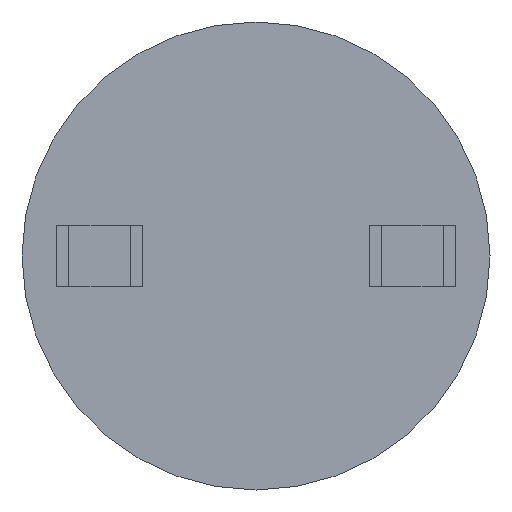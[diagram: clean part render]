
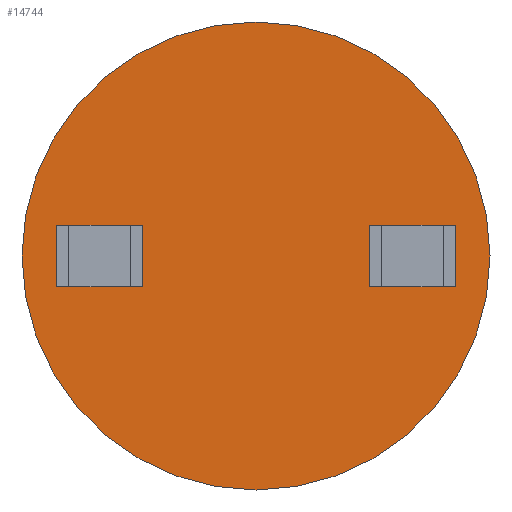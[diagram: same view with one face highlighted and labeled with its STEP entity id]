
A CAD part, front view. The second image highlights one B-rep face of the part: STEP entity #14744.
In plain terms, the highlighted planar face has unit normal (0, -1, 0).
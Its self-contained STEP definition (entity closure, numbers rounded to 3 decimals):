
#39 = DIRECTION ( 'NONE',  ( -1., 0., 0. ) ) ;
#40 = VECTOR ( 'NONE', #39, 1000. ) ;
#41 = CARTESIAN_POINT ( 'NONE',  ( 0.006, 0., -0.25 ) ) ;
#42 = LINE ( 'NONE', #41, #40 ) ;
#44 = CARTESIAN_POINT ( 'NONE',  ( -1.02, 0., -0.25 ) ) ;
#45 = DIRECTION ( 'NONE',  ( 0., 0., -1. ) ) ;
#46 = VECTOR ( 'NONE', #45, 1000. ) ;
#47 = CARTESIAN_POINT ( 'NONE',  ( -1.02, 0., 0.25 ) ) ;
#48 = LINE ( 'NONE', #47, #46 ) ;
#49 = CARTESIAN_POINT ( 'NONE',  ( -1.02, 0., 0.25 ) ) ;
#50 = DIRECTION ( 'NONE',  ( -1., 0., 0. ) ) ;
#51 = VECTOR ( 'NONE', #50, 1000. ) ;
#52 = CARTESIAN_POINT ( 'NONE',  ( 0.006, 0., 0.25 ) ) ;
#53 = LINE ( 'NONE', #52, #51 ) ;
#54 = CARTESIAN_POINT ( 'NONE',  ( -1.52, 0., -0.25 ) ) ;
#59 = CARTESIAN_POINT ( 'NONE',  ( -1.52, 0., 0.25 ) ) ;
#75 = FACE_OUTER_BOUND ( 'NONE', #14739, .T. ) ;
#76 = FACE_BOUND ( 'NONE', #14755, .T. ) ;
#81 = FACE_BOUND ( 'NONE', #14745, .T. ) ;
#89 = DIRECTION ( 'NONE',  ( 0., 0., -1. ) ) ;
#90 = VECTOR ( 'NONE', #89, 1000. ) ;
#91 = CARTESIAN_POINT ( 'NONE',  ( -1.52, 0., 0.25 ) ) ;
#92 = LINE ( 'NONE', #91, #90 ) ;
#93 = DIRECTION ( 'NONE',  ( -1., 0., 0. ) ) ;
#94 = VECTOR ( 'NONE', #93, 1000. ) ;
#95 = CARTESIAN_POINT ( 'NONE',  ( 0.006, 0., -0.25 ) ) ;
#96 = LINE ( 'NONE', #95, #94 ) ;
#97 = CARTESIAN_POINT ( 'NONE',  ( 1.52, 0., -0.25 ) ) ;
#98 = DIRECTION ( 'NONE',  ( 0., 0., -1. ) ) ;
#99 = VECTOR ( 'NONE', #98, 1000. ) ;
#100 = CARTESIAN_POINT ( 'NONE',  ( 1.52, 0., 0.25 ) ) ;
#101 = LINE ( 'NONE', #100, #99 ) ;
#102 = CARTESIAN_POINT ( 'NONE',  ( 1.02, 0., -0.25 ) ) ;
#103 = DIRECTION ( 'NONE',  ( 0., 0., -1. ) ) ;
#104 = VECTOR ( 'NONE', #103, 1000. ) ;
#105 = CARTESIAN_POINT ( 'NONE',  ( 1.02, 0., 0.25 ) ) ;
#106 = DIRECTION ( 'NONE',  ( 0., 0., 1. ) ) ;
#107 = DIRECTION ( 'NONE',  ( 0., 1., 0. ) ) ;
#108 = CARTESIAN_POINT ( 'NONE',  ( -4.321, 0., 0. ) ) ;
#109 = AXIS2_PLACEMENT_3D ( 'NONE', #108, #107, #106 ) ;
#110 = LINE ( 'NONE', #105, #104 ) ;
#111 = PLANE ( 'NONE',  #109 ) ;
#1307 = VERTEX_POINT ( 'NONE', #17690 ) ;
#13674 = VERTEX_POINT ( 'NONE', #18298 ) ;
#13681 = EDGE_CURVE ( 'NONE', #13674, #1307, #18283, .T. ) ;
#14352 = VERTEX_POINT ( 'NONE', #18823 ) ;
#14366 = VERTEX_POINT ( 'NONE', #18814 ) ;
#14407 = EDGE_CURVE ( 'NONE', #14366, #14352, #19014, .T. ) ;
#14689 = EDGE_CURVE ( 'NONE', #14352, #14366, #20054, .T. ) ;
#14729 = VERTEX_POINT ( 'NONE', #59 ) ;
#14730 = VERTEX_POINT ( 'NONE', #54 ) ;
#14731 = ORIENTED_EDGE ( 'NONE', *, *, #14732, .F. ) ;
#14732 = EDGE_CURVE ( 'NONE', #14733, #14729, #53, .T. ) ;
#14733 = VERTEX_POINT ( 'NONE', #49 ) ;
#14734 = ORIENTED_EDGE ( 'NONE', *, *, #14735, .T. ) ;
#14735 = EDGE_CURVE ( 'NONE', #14733, #14736, #48, .T. ) ;
#14736 = VERTEX_POINT ( 'NONE', #44 ) ;
#14737 = ORIENTED_EDGE ( 'NONE', *, *, #14738, .T. ) ;
#14738 = EDGE_CURVE ( 'NONE', #14736, #14730, #42, .T. ) ;
#14739 = EDGE_LOOP ( 'NONE', ( #14740, #14741 ) ) ;
#14740 = ORIENTED_EDGE ( 'NONE', *, *, #14689, .F. ) ;
#14741 = ORIENTED_EDGE ( 'NONE', *, *, #14407, .F. ) ;
#14744 = ADVANCED_FACE ( 'NONE', ( #81, #76, #75 ), #111, .F. ) ;
#14745 = EDGE_LOOP ( 'NONE', ( #14746, #14749, #14750, #14753 ) ) ;
#14746 = ORIENTED_EDGE ( 'NONE', *, *, #14747, .F. ) ;
#14747 = EDGE_CURVE ( 'NONE', #1307, #14748, #110, .T. ) ;
#14748 = VERTEX_POINT ( 'NONE', #102 ) ;
#14749 = ORIENTED_EDGE ( 'NONE', *, *, #13681, .F. ) ;
#14750 = ORIENTED_EDGE ( 'NONE', *, *, #14751, .T. ) ;
#14751 = EDGE_CURVE ( 'NONE', #13674, #14752, #101, .T. ) ;
#14752 = VERTEX_POINT ( 'NONE', #97 ) ;
#14753 = ORIENTED_EDGE ( 'NONE', *, *, #14754, .T. ) ;
#14754 = EDGE_CURVE ( 'NONE', #14752, #14748, #96, .T. ) ;
#14755 = EDGE_LOOP ( 'NONE', ( #14756, #14731, #14734, #14737 ) ) ;
#14756 = ORIENTED_EDGE ( 'NONE', *, *, #14757, .F. ) ;
#14757 = EDGE_CURVE ( 'NONE', #14729, #14730, #92, .T. ) ;
#17690 = CARTESIAN_POINT ( 'NONE',  ( 1.02, 0., 0.25 ) ) ;
#18280 = DIRECTION ( 'NONE',  ( -1., 0., 0. ) ) ;
#18281 = VECTOR ( 'NONE', #18280, 1000. ) ;
#18282 = CARTESIAN_POINT ( 'NONE',  ( 0.006, 0., 0.25 ) ) ;
#18283 = LINE ( 'NONE', #18282, #18281 ) ;
#18298 = CARTESIAN_POINT ( 'NONE',  ( 1.52, 0., 0.25 ) ) ;
#18814 = CARTESIAN_POINT ( 'NONE',  ( 0., 0., 1.9 ) ) ;
#18823 = CARTESIAN_POINT ( 'NONE',  ( 0., 0., -1.9 ) ) ;
#19010 = DIRECTION ( 'NONE',  ( 0., 0., 1. ) ) ;
#19011 = DIRECTION ( 'NONE',  ( 0., 1., 0. ) ) ;
#19012 = CARTESIAN_POINT ( 'NONE',  ( 0., 0., 0. ) ) ;
#19013 = AXIS2_PLACEMENT_3D ( 'NONE', #19012, #19011, #19010 ) ;
#19014 = CIRCLE ( 'NONE', #19013, 1.9 ) ;
#20046 = DIRECTION ( 'NONE',  ( 0., 0., 1. ) ) ;
#20047 = DIRECTION ( 'NONE',  ( 0., 1., 0. ) ) ;
#20048 = CARTESIAN_POINT ( 'NONE',  ( 0., 0., 0. ) ) ;
#20049 = AXIS2_PLACEMENT_3D ( 'NONE', #20048, #20047, #20046 ) ;
#20054 = CIRCLE ( 'NONE', #20049, 1.9 ) ;
